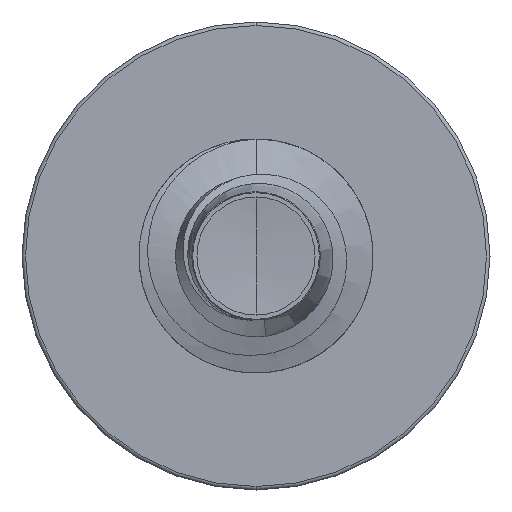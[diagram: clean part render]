
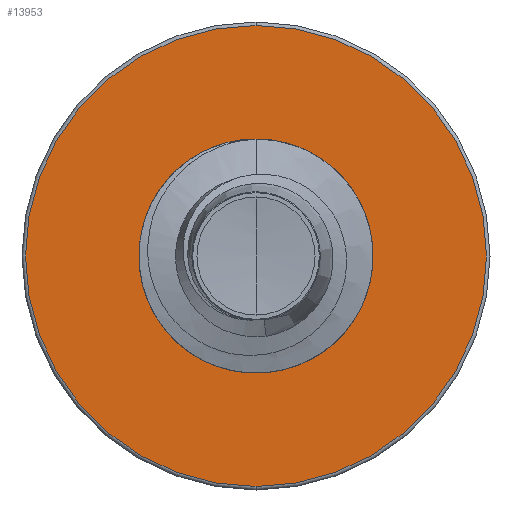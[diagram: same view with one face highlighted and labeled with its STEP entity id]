
A CAD part, front view. The second image highlights one B-rep face of the part: STEP entity #13953.
In plain terms, the highlighted planar face has unit normal (0, -1, 0).
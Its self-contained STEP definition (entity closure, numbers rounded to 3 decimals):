
#216 = CIRCLE ( 'NONE', #7938, 1.722 ) ;
#1367 = DIRECTION ( 'NONE',  ( 0., 0., 1. ) ) ;
#1396 = DIRECTION ( 'NONE',  ( 0., 1., 0. ) ) ;
#1502 = CARTESIAN_POINT ( 'NONE',  ( 0., 8., 0. ) ) ;
#2520 = CARTESIAN_POINT ( 'NONE',  ( 0., 8., 1.722 ) ) ;
#2838 = VERTEX_POINT ( 'NONE', #8640 ) ;
#2863 = DIRECTION ( 'NONE',  ( 0., 0., 1. ) ) ;
#2880 = DIRECTION ( 'NONE',  ( 0., 1., 0. ) ) ;
#2936 = CARTESIAN_POINT ( 'NONE',  ( 0., 8., 0. ) ) ;
#3340 = AXIS2_PLACEMENT_3D ( 'NONE', #7695, #14122, #10316 ) ;
#3419 = AXIS2_PLACEMENT_3D ( 'NONE', #13364, #13351, #13349 ) ;
#3425 = EDGE_CURVE ( 'NONE', #4057, #2838, #216, .T. ) ;
#4057 = VERTEX_POINT ( 'NONE', #2520 ) ;
#4111 = EDGE_CURVE ( 'NONE', #6876, #14041, #6935, .T. ) ;
#4482 = DIRECTION ( 'NONE',  ( 0., 0., 1. ) ) ;
#4519 = DIRECTION ( 'NONE',  ( 0., 1., 0. ) ) ;
#4535 = CARTESIAN_POINT ( 'NONE',  ( 0., 8., 0. ) ) ;
#4688 = EDGE_LOOP ( 'NONE', ( #13796, #13829 ) ) ;
#5377 = EDGE_CURVE ( 'NONE', #2838, #4057, #9386, .T. ) ;
#5662 = FACE_BOUND ( 'NONE', #6351, .T. ) ;
#6055 = EDGE_CURVE ( 'NONE', #14041, #6876, #7797, .T. ) ;
#6351 = EDGE_LOOP ( 'NONE', ( #9460, #7604 ) ) ;
#6534 = CARTESIAN_POINT ( 'NONE',  ( 0., 8., 3.448 ) ) ;
#6876 = VERTEX_POINT ( 'NONE', #6534 ) ;
#6935 = CIRCLE ( 'NONE', #3419, 3.448 ) ;
#7604 = ORIENTED_EDGE ( 'NONE', *, *, #5377, .T. ) ;
#7695 = CARTESIAN_POINT ( 'NONE',  ( 0., 8., -1.722 ) ) ;
#7797 = CIRCLE ( 'NONE', #12398, 3.448 ) ;
#7938 = AXIS2_PLACEMENT_3D ( 'NONE', #2936, #2880, #2863 ) ;
#8640 = CARTESIAN_POINT ( 'NONE',  ( 0., 8., -1.722 ) ) ;
#8939 = FACE_OUTER_BOUND ( 'NONE', #4688, .T. ) ;
#9386 = CIRCLE ( 'NONE', #12976, 1.722 ) ;
#9460 = ORIENTED_EDGE ( 'NONE', *, *, #3425, .T. ) ;
#10316 = DIRECTION ( 'NONE',  ( 0., 0., 1. ) ) ;
#10406 = CARTESIAN_POINT ( 'NONE',  ( 0., 8., -3.447 ) ) ;
#12398 = AXIS2_PLACEMENT_3D ( 'NONE', #1502, #1396, #1367 ) ;
#12976 = AXIS2_PLACEMENT_3D ( 'NONE', #4535, #4519, #4482 ) ;
#13349 = DIRECTION ( 'NONE',  ( 0., 0., 1. ) ) ;
#13351 = DIRECTION ( 'NONE',  ( 0., 1., 0. ) ) ;
#13364 = CARTESIAN_POINT ( 'NONE',  ( 0., 8., 0. ) ) ;
#13697 = PLANE ( 'NONE',  #3340 ) ;
#13796 = ORIENTED_EDGE ( 'NONE', *, *, #4111, .F. ) ;
#13829 = ORIENTED_EDGE ( 'NONE', *, *, #6055, .F. ) ;
#13953 = ADVANCED_FACE ( 'NONE', ( #8939, #5662 ), #13697, .F. ) ;
#14041 = VERTEX_POINT ( 'NONE', #10406 ) ;
#14122 = DIRECTION ( 'NONE',  ( 0., 1., 0. ) ) ;
